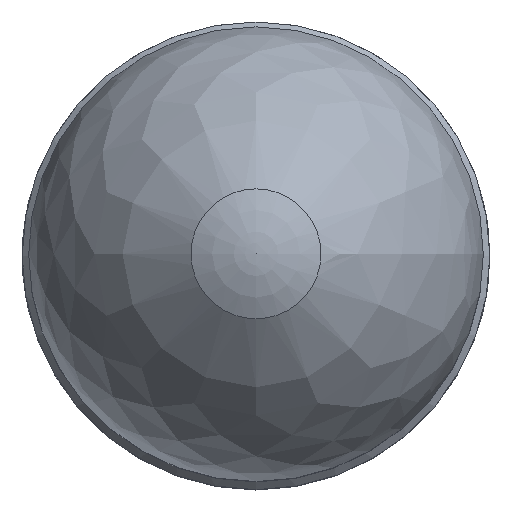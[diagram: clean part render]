
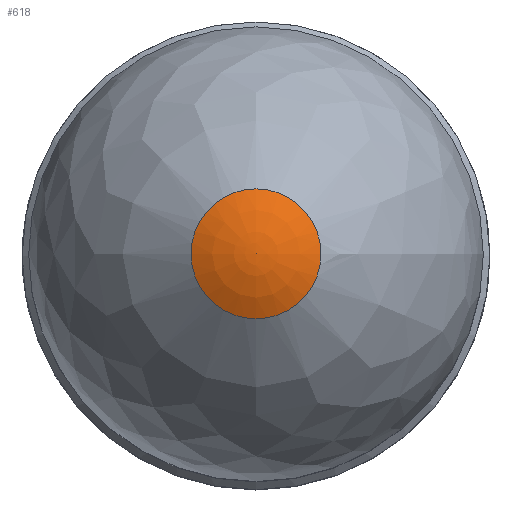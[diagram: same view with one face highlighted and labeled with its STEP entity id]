
A CAD part, top view. The second image highlights one B-rep face of the part: STEP entity #618.
In plain terms, the highlighted free-form (B-spline) face has degree [3, 3] with [4, 19] control points.
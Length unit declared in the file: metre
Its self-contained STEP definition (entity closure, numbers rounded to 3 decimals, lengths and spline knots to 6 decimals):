
#128=ORIENTED_EDGE('',*,*,#280,.T.);
#280=EDGE_CURVE('',#477,#477,#356,.T.);
#356=CIRCLE('',#703,0.005);
#400=EDGE_LOOP('',(#128));
#476=VERTEX_POINT('',#1087);
#477=VERTEX_POINT('',#1089);
#537=VERTEX_LOOP('',#476);
#538=FACE_BOUND('',#537,.T.);
#539=FACE_BOUND('',#400,.T.);
#615=B_SPLINE_SURFACE_WITH_KNOTS('',3,3,((#1011,#1012,#1013,#1014,#1015,
#1016,#1017,#1018,#1019,#1020,#1021,#1022,#1023,#1024,#1025,#1026,#1027,
#1028,#1029),(#1030,#1031,#1032,#1033,#1034,#1035,#1036,#1037,#1038,#1039,
#1040,#1041,#1042,#1043,#1044,#1045,#1046,#1047,#1048),(#1049,#1050,#1051,
#1052,#1053,#1054,#1055,#1056,#1057,#1058,#1059,#1060,#1061,#1062,#1063,
#1064,#1065,#1066,#1067),(#1068,#1069,#1070,#1071,#1072,#1073,#1074,#1075,
#1076,#1077,#1078,#1079,#1080,#1081,#1082,#1083,#1084,#1085,#1086)),
 .UNSPECIFIED.,.F.,.T.,.F.,(4,4),(1,1,1,1,1,1,1,1,1,1,1,1,1,1,1,1,1,1,1,
1,1,1,1),(0.829567,1.),(-1.178097,-0.785398,-0.392699,
0.,0.392699,0.785398,1.178097,1.570796,
1.963495,2.356194,2.748894,3.141593,3.534292,
3.926991,4.31969,4.712389,5.105088,5.497787,
5.890486,6.283185,6.675884,7.068583,7.461283),
 .UNSPECIFIED.);
#618=ADVANCED_FACE('',(#538,#539),#615,.F.);
#703=AXIS2_PLACEMENT_3D('',#1088,#796,#797);
#796=DIRECTION('',(0.,0.,1.));
#797=DIRECTION('',(1.,0.,0.));
#1011=CARTESIAN_POINT('',(-0.00474,0.001963,0.103699));
#1012=CARTESIAN_POINT('',(-0.00513,0.,0.103699));
#1013=CARTESIAN_POINT('',(-0.00474,-0.001963,0.103699));
#1014=CARTESIAN_POINT('',(-0.003628,-0.003628,0.103699));
#1015=CARTESIAN_POINT('',(-0.001963,-0.00474,0.103699));
#1016=CARTESIAN_POINT('',(0.,-0.00513,0.103699));
#1017=CARTESIAN_POINT('',(0.001963,-0.00474,0.103699));
#1018=CARTESIAN_POINT('',(0.003628,-0.003628,0.103699));
#1019=CARTESIAN_POINT('',(0.00474,-0.001963,0.103699));
#1020=CARTESIAN_POINT('',(0.00513,0.,0.103699));
#1021=CARTESIAN_POINT('',(0.00474,0.001963,0.103699));
#1022=CARTESIAN_POINT('',(0.003628,0.003628,0.103699));
#1023=CARTESIAN_POINT('',(0.001963,0.00474,0.103699));
#1024=CARTESIAN_POINT('',(0.,0.00513,0.103699));
#1025=CARTESIAN_POINT('',(-0.001963,0.00474,0.103699));
#1026=CARTESIAN_POINT('',(-0.003628,0.003628,0.103699));
#1027=CARTESIAN_POINT('',(-0.00474,0.001963,0.103699));
#1028=CARTESIAN_POINT('',(-0.00513,0.,0.103699));
#1029=CARTESIAN_POINT('',(-0.00474,-0.001963,0.103699));
#1030=CARTESIAN_POINT('',(-0.003237,0.001341,0.104504));
#1031=CARTESIAN_POINT('',(-0.003504,0.,0.104504));
#1032=CARTESIAN_POINT('',(-0.003237,-0.001341,0.104504));
#1033=CARTESIAN_POINT('',(-0.002478,-0.002478,0.104504));
#1034=CARTESIAN_POINT('',(-0.001341,-0.003237,0.104504));
#1035=CARTESIAN_POINT('',(0.,-0.003504,0.104504));
#1036=CARTESIAN_POINT('',(0.001341,-0.003237,0.104504));
#1037=CARTESIAN_POINT('',(0.002478,-0.002478,0.104504));
#1038=CARTESIAN_POINT('',(0.003237,-0.001341,0.104504));
#1039=CARTESIAN_POINT('',(0.003504,0.,0.104504));
#1040=CARTESIAN_POINT('',(0.003237,0.001341,0.104504));
#1041=CARTESIAN_POINT('',(0.002478,0.002478,0.104504));
#1042=CARTESIAN_POINT('',(0.001341,0.003237,0.104504));
#1043=CARTESIAN_POINT('',(0.,0.003504,0.104504));
#1044=CARTESIAN_POINT('',(-0.001341,0.003237,0.104504));
#1045=CARTESIAN_POINT('',(-0.002478,0.002478,0.104504));
#1046=CARTESIAN_POINT('',(-0.003237,0.001341,0.104504));
#1047=CARTESIAN_POINT('',(-0.003504,0.,0.104504));
#1048=CARTESIAN_POINT('',(-0.003237,-0.001341,0.104504));
#1049=CARTESIAN_POINT('',(-0.001643,0.000681,0.105));
#1050=CARTESIAN_POINT('',(-0.001779,0.,0.105));
#1051=CARTESIAN_POINT('',(-0.001643,-0.000681,0.105));
#1052=CARTESIAN_POINT('',(-0.001258,-0.001258,0.105));
#1053=CARTESIAN_POINT('',(-0.000681,-0.001643,0.105));
#1054=CARTESIAN_POINT('',(0.,-0.001779,0.105));
#1055=CARTESIAN_POINT('',(0.000681,-0.001643,0.105));
#1056=CARTESIAN_POINT('',(0.001258,-0.001258,0.105));
#1057=CARTESIAN_POINT('',(0.001643,-0.000681,0.105));
#1058=CARTESIAN_POINT('',(0.001779,0.,0.105));
#1059=CARTESIAN_POINT('',(0.001643,0.000681,0.105));
#1060=CARTESIAN_POINT('',(0.001258,0.001258,0.105));
#1061=CARTESIAN_POINT('',(0.000681,0.001643,0.105));
#1062=CARTESIAN_POINT('',(0.,0.001779,0.105));
#1063=CARTESIAN_POINT('',(-0.000681,0.001643,0.105));
#1064=CARTESIAN_POINT('',(-0.001258,0.001258,0.105));
#1065=CARTESIAN_POINT('',(-0.001643,0.000681,0.105));
#1066=CARTESIAN_POINT('',(-0.001779,0.,0.105));
#1067=CARTESIAN_POINT('',(-0.001643,-0.000681,0.105));
#1068=CARTESIAN_POINT('',(0.,0.,0.105));
#1069=CARTESIAN_POINT('',(0.,0.,0.105));
#1070=CARTESIAN_POINT('',(0.,0.,0.105));
#1071=CARTESIAN_POINT('',(0.,0.,0.105));
#1072=CARTESIAN_POINT('',(0.,0.,0.105));
#1073=CARTESIAN_POINT('',(0.,0.,0.105));
#1074=CARTESIAN_POINT('',(0.,0.,0.105));
#1075=CARTESIAN_POINT('',(0.,0.,0.105));
#1076=CARTESIAN_POINT('',(0.,0.,0.105));
#1077=CARTESIAN_POINT('',(0.,0.,0.105));
#1078=CARTESIAN_POINT('',(0.,0.,0.105));
#1079=CARTESIAN_POINT('',(0.,0.,0.105));
#1080=CARTESIAN_POINT('',(0.,0.,0.105));
#1081=CARTESIAN_POINT('',(0.,0.,0.105));
#1082=CARTESIAN_POINT('',(0.,0.,0.105));
#1083=CARTESIAN_POINT('',(0.,0.,0.105));
#1084=CARTESIAN_POINT('',(0.,0.,0.105));
#1085=CARTESIAN_POINT('',(0.,0.,0.105));
#1086=CARTESIAN_POINT('',(0.,0.,0.105));
#1087=CARTESIAN_POINT('',(0.,0.,0.105));
#1088=CARTESIAN_POINT('',(0.,0.,0.103699));
#1089=CARTESIAN_POINT('',(0.005,0.,0.103699));
